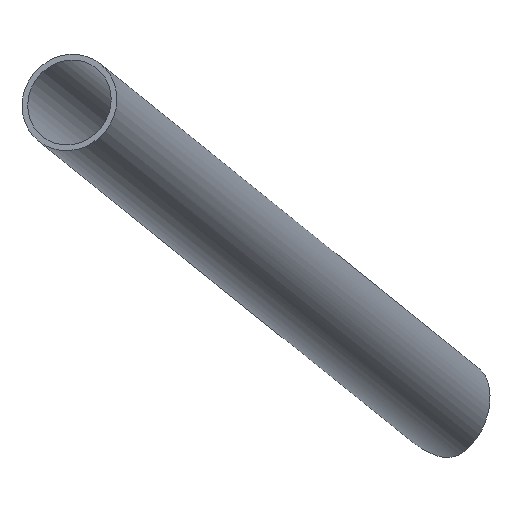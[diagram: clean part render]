
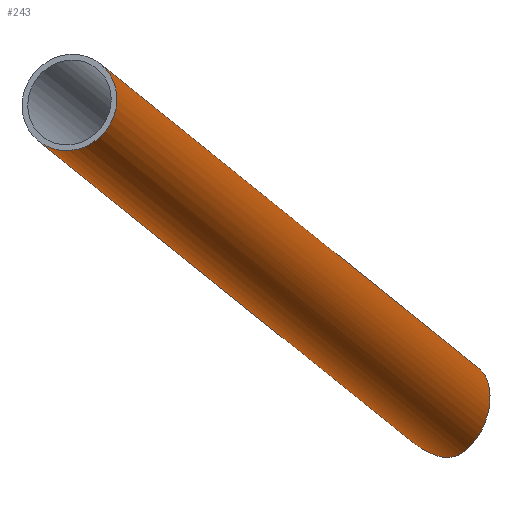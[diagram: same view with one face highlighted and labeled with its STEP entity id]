
A CAD part, top view. The second image highlights one B-rep face of the part: STEP entity #243.
In plain terms, the highlighted cylindrical face has radius 12.5 mm (diameter 25 mm), a partial arc.
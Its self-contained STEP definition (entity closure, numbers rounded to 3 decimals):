
#136=CARTESIAN_POINT('Vertex',(-502.878,-252.511,177.29)) ;
#139=CARTESIAN_POINT('Line Origine',(-548.868,-215.741,325.664)) ;
#143=CARTESIAN_POINT('Vertex',(-597.427,-176.917,482.327)) ;
#150=CARTESIAN_POINT('Vertex',(-581.815,-157.391,482.327)) ;
#153=CARTESIAN_POINT('Line Origine',(-533.256,-196.215,325.664)) ;
#157=CARTESIAN_POINT('Vertex',(-486.2,-233.838,173.848)) ;
#189=CARTESIAN_POINT('Axis2P3D Location',(-541.062,-205.978,325.664)) ;
#194=CARTESIAN_POINT('Axis2P3D Location',(-589.621,-167.154,482.327)) ;
#200=CARTESIAN_POINT('Control Point',(-502.878,-252.511,177.29)) ;
#201=CARTESIAN_POINT('Control Point',(-502.088,-253.142,176.935)) ;
#202=CARTESIAN_POINT('Control Point',(-501.263,-253.719,176.559)) ;
#203=CARTESIAN_POINT('Control Point',(-500.406,-254.241,176.175)) ;
#204=CARTESIAN_POINT('Control Point',(-499.14,-254.914,175.617)) ;
#205=CARTESIAN_POINT('Control Point',(-497.791,-255.461,175.131)) ;
#206=CARTESIAN_POINT('Control Point',(-497.376,-255.614,174.995)) ;
#207=CARTESIAN_POINT('Control Point',(-496.651,-255.851,174.789)) ;
#208=CARTESIAN_POINT('Control Point',(-495.892,-256.033,174.671)) ;
#209=CARTESIAN_POINT('Control Point',(-495.571,-256.098,174.641)) ;
#210=CARTESIAN_POINT('Control Point',(-494.891,-256.201,174.639)) ;
#211=CARTESIAN_POINT('Control Point',(-494.217,-256.228,174.783)) ;
#212=CARTESIAN_POINT('Control Point',(-493.878,-256.217,174.902)) ;
#213=CARTESIAN_POINT('Control Point',(-493.212,-256.15,175.217)) ;
#214=CARTESIAN_POINT('Control Point',(-492.614,-256.006,175.629)) ;
#215=CARTESIAN_POINT('Control Point',(-492.321,-255.916,175.856)) ;
#216=CARTESIAN_POINT('Control Point',(-491.555,-255.634,176.499)) ;
#217=CARTESIAN_POINT('Control Point',(-490.86,-255.262,177.179)) ;
#218=CARTESIAN_POINT('Control Point',(-490.434,-254.996,177.61)) ;
#219=CARTESIAN_POINT('Control Point',(-489.308,-254.189,178.77)) ;
#220=CARTESIAN_POINT('Control Point',(-488.268,-253.176,179.853)) ;
#221=CARTESIAN_POINT('Control Point',(-487.635,-252.454,180.487)) ;
#222=CARTESIAN_POINT('Control Point',(-486.482,-250.914,181.58)) ;
#223=CARTESIAN_POINT('Control Point',(-485.484,-249.099,182.355)) ;
#224=CARTESIAN_POINT('Control Point',(-485.048,-248.169,182.64)) ;
#225=CARTESIAN_POINT('Control Point',(-484.315,-246.284,182.985)) ;
#226=CARTESIAN_POINT('Control Point',(-483.827,-244.296,182.899)) ;
#227=CARTESIAN_POINT('Control Point',(-483.658,-243.334,182.749)) ;
#228=CARTESIAN_POINT('Control Point',(-483.458,-241.428,182.231)) ;
#229=CARTESIAN_POINT('Control Point',(-483.531,-239.666,181.32)) ;
#230=CARTESIAN_POINT('Control Point',(-483.634,-238.834,180.773)) ;
#231=CARTESIAN_POINT('Control Point',(-484.022,-236.977,179.275)) ;
#232=CARTESIAN_POINT('Control Point',(-484.692,-235.526,177.443)) ;
#233=CARTESIAN_POINT('Control Point',(-485.156,-234.823,176.291)) ;
#234=CARTESIAN_POINT('Control Point',(-485.671,-234.261,175.09)) ;
#235=CARTESIAN_POINT('Control Point',(-486.2,-233.838,173.848)) ;
#140=DIRECTION('Vector Direction',(-0.288,0.23,0.929)) ;
#154=DIRECTION('Vector Direction',(-0.288,0.23,0.929)) ;
#190=DIRECTION('Axis2P3D Direction',(-0.288,0.23,0.929)) ;
#191=DIRECTION('Axis2P3D XDirection',(-0.624,-0.781,0.)) ;
#195=DIRECTION('Axis2P3D Direction',(-0.288,0.23,0.929)) ;
#192=AXIS2_PLACEMENT_3D('Cylinder Axis2P3D',#189,#190,#191) ;
#196=AXIS2_PLACEMENT_3D('Circle Axis2P3D',#194,#195,$) ;
#238=ORIENTED_EDGE('',*,*,#159,.T.) ;
#239=ORIENTED_EDGE('',*,*,#198,.F.) ;
#240=ORIENTED_EDGE('',*,*,#145,.F.) ;
#241=ORIENTED_EDGE('',*,*,#236,.T.) ;
#141=VECTOR('Line Direction',#140,1.) ;
#155=VECTOR('Line Direction',#154,1.) ;
#243=ADVANCED_FACE('PartBody',(#242),#193,.T.) ;
#199=B_SPLINE_CURVE_WITH_KNOTS('',5,(#200,#201,#202,#203,#204,#205,#206,#207,#208,#209,#210,#211,#212,#213,#214,#215,#216,#217,#218,#219,#220,#221,#222,#223,#224,#225,#226,#227,#228,#229,#230,#231,#232,#233,#234,#235),.UNSPECIFIED.,.F.,.U.,(6,3,3,3,3,3,3,3,3,3,3,6),(0.,7.581,10.85,13.151,15.685,18.361,23.028,31.123,38.589,45.509,52.514,62.517),.UNSPECIFIED.) ;
#197=CIRCLE('generated circle',#196,12.5) ;
#193=CYLINDRICAL_SURFACE('generated cylinder',#192,12.5) ;
#145=EDGE_CURVE('',#137,#144,#142,.T.) ;
#159=EDGE_CURVE('',#158,#151,#156,.T.) ;
#198=EDGE_CURVE('',#144,#151,#197,.T.) ;
#236=EDGE_CURVE('',#137,#158,#199,.T.) ;
#237=EDGE_LOOP('',(#238,#239,#240,#241)) ;
#242=FACE_OUTER_BOUND('',#237,.T.) ;
#142=LINE('Line',#139,#141) ;
#156=LINE('Line',#153,#155) ;
#137=VERTEX_POINT('',#136) ;
#144=VERTEX_POINT('',#143) ;
#151=VERTEX_POINT('',#150) ;
#158=VERTEX_POINT('',#157) ;
